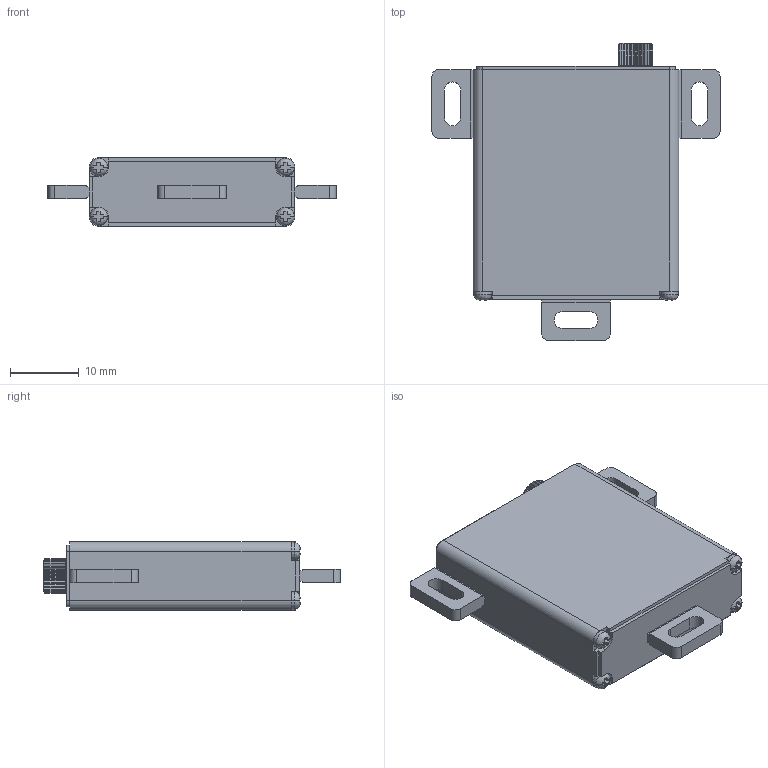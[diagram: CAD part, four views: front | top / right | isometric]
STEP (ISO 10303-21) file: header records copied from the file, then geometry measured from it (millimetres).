
FILE_DESCRIPTION((''),'2;1');
FILE_NAME('HS-5125MG','2017-07-14T',('jaejin_'),(''),'CREO PARAMETRIC BY PTC INC, 2014440','CREO PARAMETRIC BY PTC INC, 2014440','');
FILE_SCHEMA(('CONFIG_CONTROL_DESIGN'));
Length unit declared in the file: millimetre
Products named in the file (1): HS-5125MG
Bounding box: 42 x 43.3 x 10 mm (x, y, z)
Volume: 10040 mm3; surface area: 4924.7 mm2
Topology: 1 solids, 1 shells, 337 faces, 955 edges, 630 vertices
Faces by surface type: plane 227, cylinder 75, cone 27, bspline 8
Entity records: 12985 total; most frequent: CARTESIAN_POINT 2616, ORIENTED_EDGE 1910, DIRECTION 1764, EDGE_CURVE 955, VERTEX_POINT 630, VECTOR 592, LINE 592, AXIS2_PLACEMENT_3D 586
